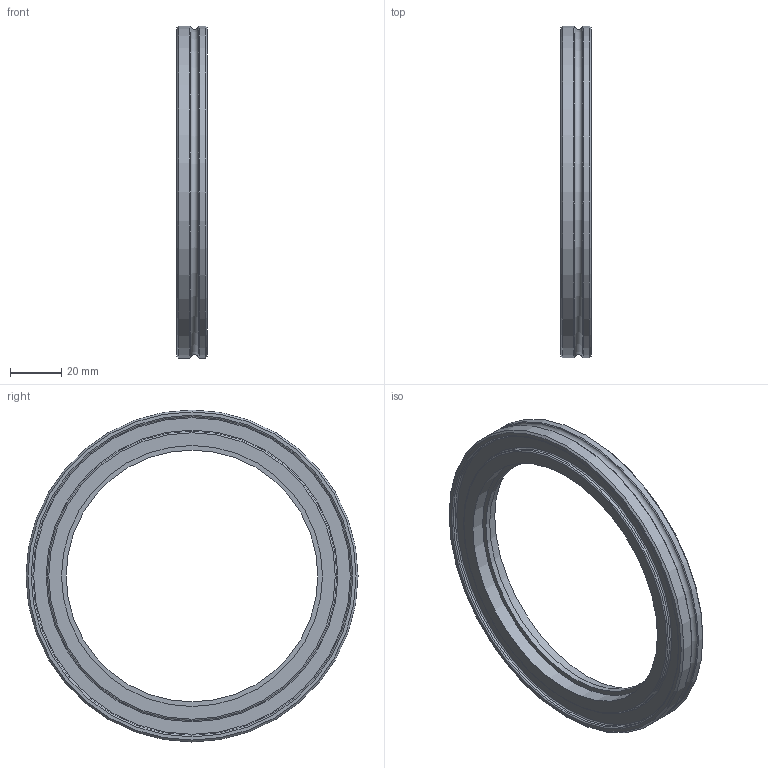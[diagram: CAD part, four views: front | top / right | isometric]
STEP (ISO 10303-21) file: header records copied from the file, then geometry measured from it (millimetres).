
FILE_DESCRIPTION(/* description */ (''),/* implementation_level */ '2;1');
FILE_NAME(/* name */ 'FL-100LF-W.stp',/* time_stamp */ '2023-10-09T09:57:49+01:00',/* author */ ('PaulJarvis'),/* organization */ (''),/* preprocessor_version */ 'ST-DEVELOPER v19.2',/* originating_system */ 'Autodesk Inventor 2023',/* authorisation */ '');
FILE_SCHEMA (('AUTOMOTIVE_DESIGN { 1 0 10303 214 3 1 1 }'));
Length unit declared in the file: millimetre
Products named in the file (1): FL-100LF-W
Bounding box: 12 x 130 x 130 mm (x, y, z)
Volume: 56067.4 mm3; surface area: 21362.8 mm2
Topology: 1 solids, 1 shells, 22 faces, 46 edges, 30 vertices
Faces by surface type: cylinder 7, plane 6, torus 5, cone 4
Full cylindrical faces by diameter (mm): 98.6 x1, 102 x1, 102.2 x1, 113.2 x1, 125 x1, 130 x2
Entity records: 656 total; most frequent: DIRECTION 127, CARTESIAN_POINT 99, ORIENTED_EDGE 92, AXIS2_PLACEMENT_3D 58, EDGE_CURVE 46, CIRCLE 35, VERTEX_POINT 30, EDGE_LOOP 28
